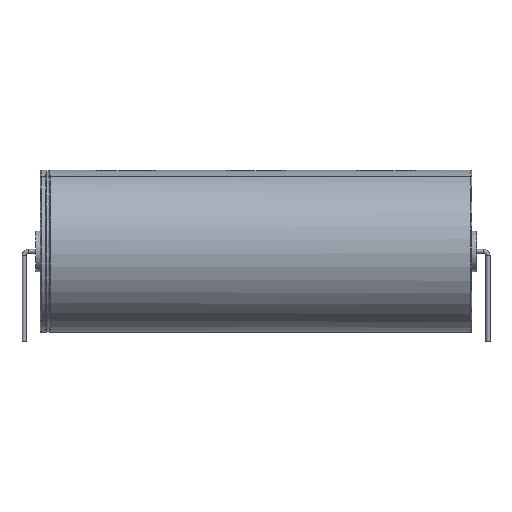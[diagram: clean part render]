
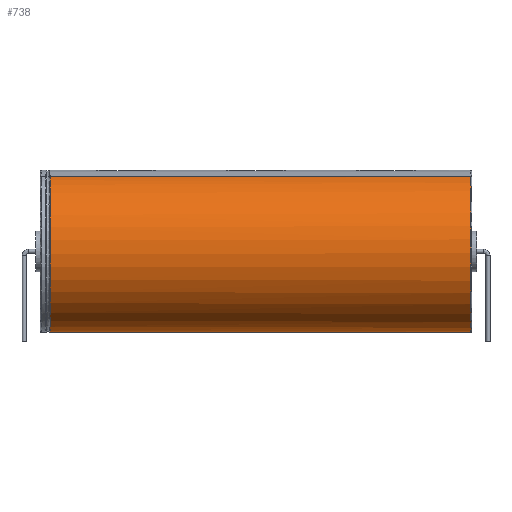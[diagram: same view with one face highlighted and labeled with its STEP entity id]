
A CAD part, front view. The second image highlights one B-rep face of the part: STEP entity #738.
In plain terms, the highlighted cylindrical face has radius 17.5 mm (diameter 35 mm), a partial arc.
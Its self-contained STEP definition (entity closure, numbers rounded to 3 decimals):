
#167=DIRECTION('',(-1.,0.,0.));
#181=DIRECTION('',(0.,0.383,0.924));
#284=VECTOR('',#285,1.);
#285=DIRECTION('',(1.,0.,0.));
#597=VERTEX_POINT('',#598);
#598=CARTESIAN_POINT('',(-44.365,6.697,33.668));
#608=ORIENTED_EDGE('',*,*,#609,.T.);
#609=EDGE_CURVE('',#597,#610,#612,.T.);
#610=VERTEX_POINT('',#611);
#611=CARTESIAN_POINT('',(-44.365,-6.697,33.668));
#612=B_SPLINE_CURVE_WITH_KNOTS('',13,(#613,#614,#615,#616,#617,#618,#619,#620,#621,#622,#623,#624,#625,#626,#627,#628,#629,#630,#631,#632,#633,#634,#635,#636,#637,#638,#639,#640,#641,#642,#643,#644,#645,#646,#647,#648,#649,#650),.UNSPECIFIED.,.F.,.F.,(14,12,12,14),(-4.099,0.,96.211,100.311),.UNSPECIFIED.);
#613=CARTESIAN_POINT('',(-44.365,2.91,35.237));
#614=CARTESIAN_POINT('',(-44.365,3.203,35.115));
#615=CARTESIAN_POINT('',(-44.365,3.496,34.994));
#616=CARTESIAN_POINT('',(-44.365,3.789,34.873));
#617=CARTESIAN_POINT('',(-44.365,4.081,34.751));
#618=CARTESIAN_POINT('',(-44.365,4.373,34.63));
#619=CARTESIAN_POINT('',(-44.365,4.665,34.51));
#620=CARTESIAN_POINT('',(-44.365,4.956,34.389));
#621=CARTESIAN_POINT('',(-44.365,5.247,34.268));
#622=CARTESIAN_POINT('',(-44.365,5.538,34.148));
#623=CARTESIAN_POINT('',(-44.365,5.828,34.028));
#624=CARTESIAN_POINT('',(-44.365,6.118,33.908));
#625=CARTESIAN_POINT('',(-44.365,6.408,33.788));
#626=CARTESIAN_POINT('',(-44.365,13.487,30.855));
#627=CARTESIAN_POINT('',(-44.365,19.095,24.913));
#628=CARTESIAN_POINT('',(-44.365,21.808,16.384));
#629=CARTESIAN_POINT('',(-44.365,20.293,6.908));
#630=CARTESIAN_POINT('',(-44.365,14.484,-1.089));
#631=CARTESIAN_POINT('',(-44.365,5.514,-6.178));
#632=CARTESIAN_POINT('',(-44.365,-5.514,-6.178));
#633=CARTESIAN_POINT('',(-44.365,-14.484,-1.089));
#634=CARTESIAN_POINT('',(-44.365,-20.293,6.908));
#635=CARTESIAN_POINT('',(-44.365,-21.808,16.384));
#636=CARTESIAN_POINT('',(-44.365,-19.095,24.913));
#637=CARTESIAN_POINT('',(-44.365,-13.487,30.855));
#638=CARTESIAN_POINT('',(-44.365,-6.408,33.788));
#639=CARTESIAN_POINT('',(-44.365,-6.118,33.908));
#640=CARTESIAN_POINT('',(-44.365,-5.828,34.028));
#641=CARTESIAN_POINT('',(-44.365,-5.538,34.148));
#642=CARTESIAN_POINT('',(-44.365,-5.247,34.268));
#643=CARTESIAN_POINT('',(-44.365,-4.956,34.389));
#644=CARTESIAN_POINT('',(-44.365,-4.665,34.51));
#645=CARTESIAN_POINT('',(-44.365,-4.373,34.63));
#646=CARTESIAN_POINT('',(-44.365,-4.081,34.751));
#647=CARTESIAN_POINT('',(-44.365,-3.789,34.873));
#648=CARTESIAN_POINT('',(-44.365,-3.496,34.994));
#649=CARTESIAN_POINT('',(-44.365,-3.203,35.115));
#650=CARTESIAN_POINT('',(-44.365,-2.91,35.237));
#738=ADVANCED_FACE('',(#739),#758,.T.);
#739=FACE_BOUND('',#740,.F.);
#740=EDGE_LOOP('',(#741,#608,#747,#753));
#741=ORIENTED_EDGE('',*,*,#742,.F.);
#742=EDGE_CURVE('',#597,#743,#745,.T.);
#743=VERTEX_POINT('',#744);
#744=CARTESIAN_POINT('',(46.3,6.697,33.668));
#745=LINE('',#746,#284);
#746=CARTESIAN_POINT('',(-44.5,6.697,33.668));
#747=ORIENTED_EDGE('',*,*,#748,.T.);
#748=EDGE_CURVE('',#610,#749,#751,.T.);
#749=VERTEX_POINT('',#750);
#750=CARTESIAN_POINT('',(46.3,-6.697,33.668));
#751=LINE('',#752,#284);
#752=CARTESIAN_POINT('',(-44.5,-6.697,33.668));
#753=ORIENTED_EDGE('',*,*,#754,.F.);
#754=EDGE_CURVE('',#743,#749,#755,.T.);
#755=CIRCLE('',#756,17.5);
#756=AXIS2_PLACEMENT_3D('',#757,#167,#181);
#757=CARTESIAN_POINT('',(46.3,0.,17.5));
#758=CYLINDRICAL_SURFACE('',#759,17.5);
#759=AXIS2_PLACEMENT_3D('',#760,#285,#181);
#760=CARTESIAN_POINT('',(-44.5,0.,17.5));
